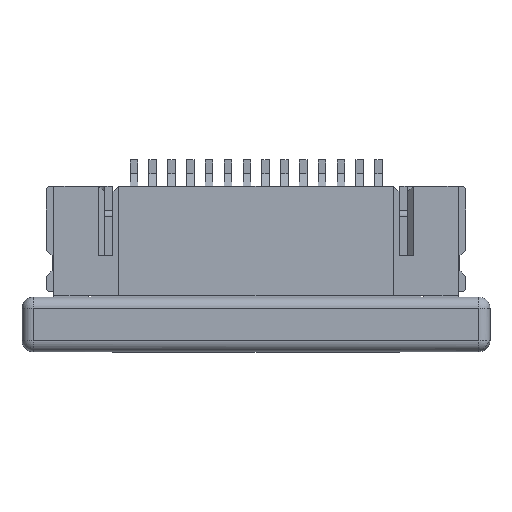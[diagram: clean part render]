
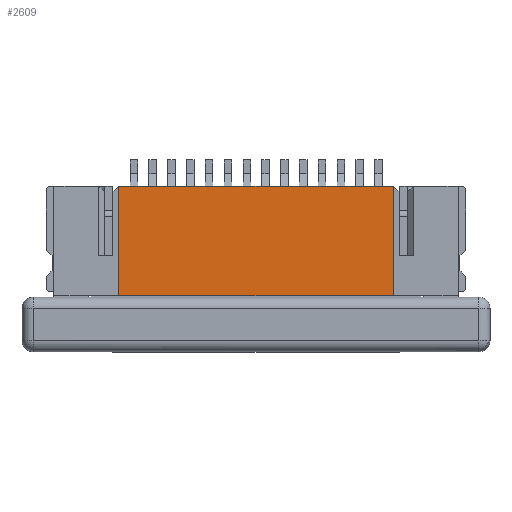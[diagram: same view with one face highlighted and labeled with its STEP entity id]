
A CAD part, top view. The second image highlights one B-rep face of the part: STEP entity #2609.
In plain terms, the highlighted planar face has unit normal (0, 0, 1).
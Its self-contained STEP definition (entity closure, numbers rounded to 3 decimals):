
#2134=CARTESIAN_POINT('',(3.645,-3.21,2.05));
#2135=VERTEX_POINT('',#2134);
#2142=CARTESIAN_POINT('',(-3.655,-3.21,2.05));
#2143=VERTEX_POINT('',#2142);
#2144=CARTESIAN_POINT('',(3.645,-3.21,2.05));
#2145=DIRECTION('',(-1.0,0.0,0.0));
#2146=VECTOR('',#2145,7.3);
#2147=LINE('',#2144,#2146);
#2148=EDGE_CURVE('',#2135,#2143,#2147,.T.);
#2568=CARTESIAN_POINT('',(3.645,-0.3,2.05));
#2569=VERTEX_POINT('',#2568);
#2576=CARTESIAN_POINT('',(3.645,-0.3,2.05));
#2577=DIRECTION('',(0.0,-1.0,0.0));
#2578=VECTOR('',#2577,2.91);
#2579=LINE('',#2576,#2578);
#2580=EDGE_CURVE('',#2569,#2135,#2579,.T.);
#2586=CARTESIAN_POINT('',(4.01,-0.154,2.05));
#2587=DIRECTION('',(0.0,0.0,1.0));
#2588=DIRECTION('',(0.0,-1.0,0.0));
#2589=AXIS2_PLACEMENT_3D('',#2586,#2587,#2588);
#2590=PLANE('',#2589);
#2591=ORIENTED_EDGE('',*,*,#2580,.F.);
#2592=CARTESIAN_POINT('',(-3.655,-0.3,2.05));
#2593=VERTEX_POINT('',#2592);
#2594=CARTESIAN_POINT('',(-3.655,-0.3,2.05));
#2595=DIRECTION('',(1.0,0.0,0.0));
#2596=VECTOR('',#2595,7.3);
#2597=LINE('',#2594,#2596);
#2598=EDGE_CURVE('',#2593,#2569,#2597,.T.);
#2599=ORIENTED_EDGE('',*,*,#2598,.F.);
#2600=CARTESIAN_POINT('',(-3.655,-0.3,2.05));
#2601=DIRECTION('',(0.0,-1.0,0.0));
#2602=VECTOR('',#2601,2.91);
#2603=LINE('',#2600,#2602);
#2604=EDGE_CURVE('',#2593,#2143,#2603,.T.);
#2605=ORIENTED_EDGE('',*,*,#2604,.T.);
#2606=ORIENTED_EDGE('',*,*,#2148,.F.);
#2607=EDGE_LOOP('',(#2591,#2599,#2605,#2606));
#2608=FACE_OUTER_BOUND('',#2607,.T.);
#2609=ADVANCED_FACE('',(#2608),#2590,.T.);
